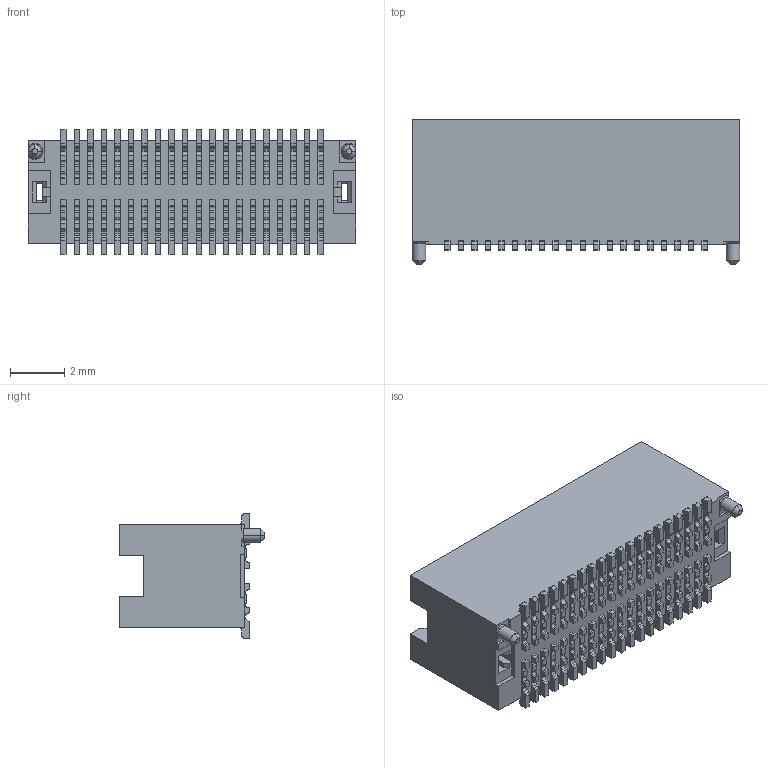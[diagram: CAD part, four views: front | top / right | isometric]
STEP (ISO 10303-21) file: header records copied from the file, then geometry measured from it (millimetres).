
FILE_DESCRIPTION( ('This file contains a STEP AP42 implementation' ,'as created by ZW3D STEP Interface translator.') ,'2;1' );
FILE_NAME( '3622-PXXX-048XXX01.stp' ,'23 316.104537', (''), ('ZWCAD Software Co.'), 'Version 1.0', 'ZW3D to STEP translator', '' );
FILE_SCHEMA(('AUTOMOTIVE_DESIGN { 1 0 10303 214 1 1 1 1 }'));
Length unit declared in the file: millimetre
Products named in the file (2): 0; 3622-P040-048XXX01
Bounding box: 12.1 x 5.38 x 4.6 mm (x, y, z)
Volume: 165.9 mm3; surface area: 390.2 mm2
Topology: 1 solids, 41 shells, 2532 faces, 7662 edges, 5130 vertices
Faces by surface type: plane 1796, cylinder 580, bspline 144, cone 12
Entity records: 110531 total; most frequent: CARTESIAN_POINT 51345, ORIENTED_EDGE 15324, EDGE_CURVE 7662, DIRECTION 6578, B_SPLINE_CURVE_WITH_KNOTS 5862, VERTEX_POINT 5130, EDGE_LOOP 2534, FACE_OUTER_BOUND 2532
